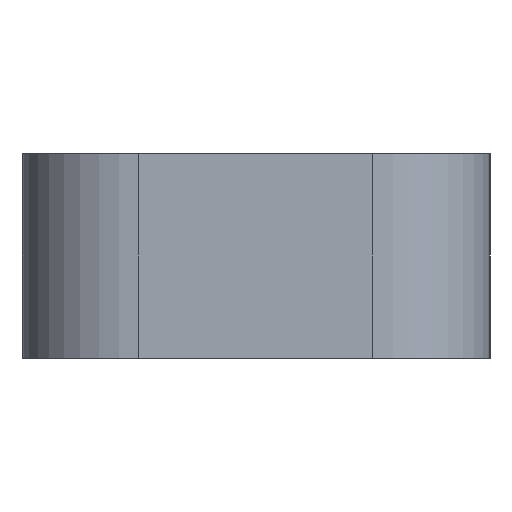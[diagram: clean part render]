
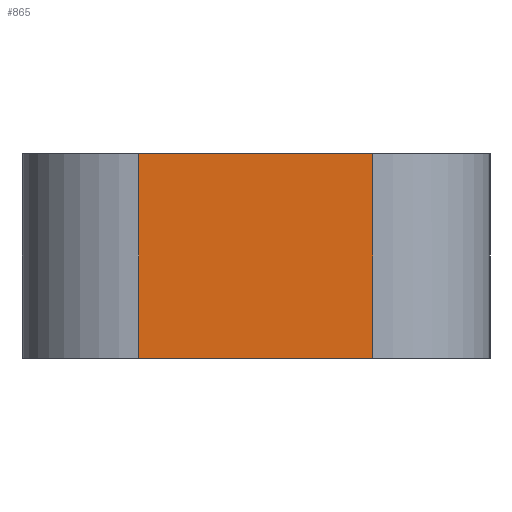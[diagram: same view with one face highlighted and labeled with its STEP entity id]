
A CAD part, left-side view. The second image highlights one B-rep face of the part: STEP entity #865.
In plain terms, the highlighted planar face has unit normal (-1, 0, 0).
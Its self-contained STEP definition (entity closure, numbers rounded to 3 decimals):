
#41 = VERTEX_POINT ( 'NONE', #1796 ) ;
#156 = VECTOR ( 'NONE', #2052, 1000. ) ;
#243 = DIRECTION ( 'NONE',  ( 1., 0., 0. ) ) ;
#285 = LINE ( 'NONE', #2277, #2646 ) ;
#319 = LINE ( 'NONE', #2435, #156 ) ;
#488 = AXIS2_PLACEMENT_3D ( 'NONE', #893, #243, #1323 ) ;
#573 = CARTESIAN_POINT ( 'NONE',  ( -37., -4., 3.5 ) ) ;
#599 = DIRECTION ( 'NONE',  ( 0., 0., -1. ) ) ;
#623 = ORIENTED_EDGE ( 'NONE', *, *, #926, .F. ) ;
#669 = PLANE ( 'NONE',  #488 ) ;
#697 = CARTESIAN_POINT ( 'NONE',  ( -37., 8., 3.5 ) ) ;
#865 = ADVANCED_FACE ( 'NONE', ( #2493 ), #669, .F. ) ;
#893 = CARTESIAN_POINT ( 'NONE',  ( -37., 8., 3.5 ) ) ;
#926 = EDGE_CURVE ( 'NONE', #1236, #2450, #1509, .T. ) ;
#1026 = CARTESIAN_POINT ( 'NONE',  ( -37., 4., -3.5 ) ) ;
#1076 = ORIENTED_EDGE ( 'NONE', *, *, #1962, .T. ) ;
#1236 = VERTEX_POINT ( 'NONE', #2662 ) ;
#1282 = EDGE_CURVE ( 'NONE', #2522, #41, #319, .T. ) ;
#1323 = DIRECTION ( 'NONE',  ( 0., 0., -1. ) ) ;
#1422 = DIRECTION ( 'NONE',  ( 0., 0., 1. ) ) ;
#1509 = LINE ( 'NONE', #697, #1664 ) ;
#1664 = VECTOR ( 'NONE', #2145, 1000. ) ;
#1796 = CARTESIAN_POINT ( 'NONE',  ( -37., -4., -3.5 ) ) ;
#1874 = ORIENTED_EDGE ( 'NONE', *, *, #2681, .T. ) ;
#1921 = EDGE_LOOP ( 'NONE', ( #1969, #1874, #623, #1076 ) ) ;
#1962 = EDGE_CURVE ( 'NONE', #1236, #2522, #285, .T. ) ;
#1969 = ORIENTED_EDGE ( 'NONE', *, *, #1282, .T. ) ;
#2052 = DIRECTION ( 'NONE',  ( 0., -1., 0. ) ) ;
#2110 = VECTOR ( 'NONE', #1422, 1000. ) ;
#2145 = DIRECTION ( 'NONE',  ( 0., -1., 0. ) ) ;
#2224 = CARTESIAN_POINT ( 'NONE',  ( -37., -4., 3.5 ) ) ;
#2277 = CARTESIAN_POINT ( 'NONE',  ( -37., 4., 3.5 ) ) ;
#2435 = CARTESIAN_POINT ( 'NONE',  ( -37., 8., -3.5 ) ) ;
#2450 = VERTEX_POINT ( 'NONE', #573 ) ;
#2493 = FACE_OUTER_BOUND ( 'NONE', #1921, .T. ) ;
#2522 = VERTEX_POINT ( 'NONE', #1026 ) ;
#2646 = VECTOR ( 'NONE', #599, 1000. ) ;
#2660 = LINE ( 'NONE', #2224, #2110 ) ;
#2662 = CARTESIAN_POINT ( 'NONE',  ( -37., 4., 3.5 ) ) ;
#2681 = EDGE_CURVE ( 'NONE', #41, #2450, #2660, .T. ) ;
